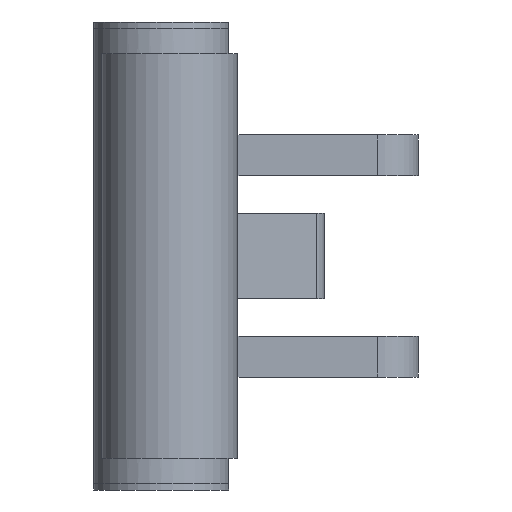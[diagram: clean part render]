
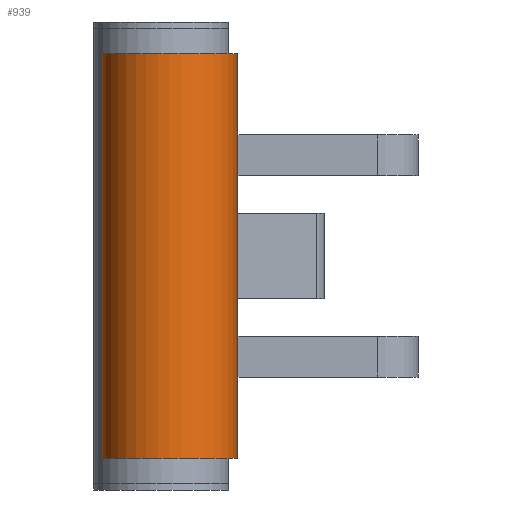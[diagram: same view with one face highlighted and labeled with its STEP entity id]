
A CAD part, left-side view. The second image highlights one B-rep face of the part: STEP entity #939.
In plain terms, the highlighted cylindrical face has radius 2.5 mm (diameter 5 mm), a full revolution.
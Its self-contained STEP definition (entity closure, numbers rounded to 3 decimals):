
#123=FACE_OUTER_BOUND('',#179,.T.);
#179=EDGE_LOOP('',(#861,#862,#863,#864,#865,#866,#867,#868,#869,#870));
#267=LINE('',#1652,#357);
#268=LINE('',#1654,#358);
#269=LINE('',#1655,#359);
#270=LINE('',#1656,#360);
#357=VECTOR('',#1367,1.);
#358=VECTOR('',#1370,2.5);
#359=VECTOR('',#1371,2.5);
#360=VECTOR('',#1372,1.);
#365=CIRCLE('',#1013,2.5);
#394=CIRCLE('',#1073,2.5);
#399=CIRCLE('',#1085,2.5);
#400=CIRCLE('',#1087,2.5);
#420=VERTEX_POINT('',#1446);
#470=VERTEX_POINT('',#1606);
#471=VERTEX_POINT('',#1608);
#482=VERTEX_POINT('',#1643);
#483=VERTEX_POINT('',#1646);
#484=VERTEX_POINT('',#1647);
#510=EDGE_CURVE('',#420,#420,#365,.T.);
#591=EDGE_CURVE('',#471,#470,#394,.T.);
#607=EDGE_CURVE('',#482,#482,#399,.T.);
#608=EDGE_CURVE('',#483,#484,#400,.T.);
#611=EDGE_CURVE('',#470,#483,#267,.T.);
#612=EDGE_CURVE('',#420,#483,#268,.T.);
#613=EDGE_CURVE('',#470,#482,#269,.T.);
#614=EDGE_CURVE('',#471,#484,#270,.T.);
#861=ORIENTED_EDGE('',*,*,#510,.F.);
#862=ORIENTED_EDGE('',*,*,#612,.T.);
#863=ORIENTED_EDGE('',*,*,#611,.F.);
#864=ORIENTED_EDGE('',*,*,#613,.T.);
#865=ORIENTED_EDGE('',*,*,#607,.F.);
#866=ORIENTED_EDGE('',*,*,#613,.F.);
#867=ORIENTED_EDGE('',*,*,#591,.F.);
#868=ORIENTED_EDGE('',*,*,#614,.T.);
#869=ORIENTED_EDGE('',*,*,#608,.F.);
#870=ORIENTED_EDGE('',*,*,#612,.F.);
#890=CYLINDRICAL_SURFACE('',#1089,2.5);
#939=ADVANCED_FACE('',(#123),#890,.T.);
#1013=AXIS2_PLACEMENT_3D('',#1447,#1150,#1151);
#1073=AXIS2_PLACEMENT_3D('',#1610,#1322,#1323);
#1085=AXIS2_PLACEMENT_3D('',#1644,#1357,#1358);
#1087=AXIS2_PLACEMENT_3D('',#1648,#1361,#1362);
#1089=AXIS2_PLACEMENT_3D('',#1653,#1368,#1369);
#1150=DIRECTION('center_axis',(0.,0.,-1.));
#1151=DIRECTION('ref_axis',(1.,0.,0.));
#1322=DIRECTION('center_axis',(0.,0.,-1.));
#1323=DIRECTION('ref_axis',(0.,1.,0.));
#1357=DIRECTION('center_axis',(0.,0.,1.));
#1358=DIRECTION('ref_axis',(0.,-1.,0.));
#1361=DIRECTION('center_axis',(0.,0.,1.));
#1362=DIRECTION('ref_axis',(1.,0.,0.));
#1367=DIRECTION('',(0.,0.,-1.));
#1368=DIRECTION('center_axis',(0.,0.,-1.));
#1369=DIRECTION('ref_axis',(0.,1.,0.));
#1370=DIRECTION('',(0.,0.,1.));
#1371=DIRECTION('',(0.,0.,1.));
#1372=DIRECTION('',(0.,0.,-1.));
#1446=CARTESIAN_POINT('',(101.415,100.906,-11.95));
#1447=CARTESIAN_POINT('Origin',(101.415,103.406,-11.95));
#1606=CARTESIAN_POINT('',(101.415,100.906,0.));
#1608=CARTESIAN_POINT('',(101.415,105.906,0.));
#1610=CARTESIAN_POINT('Origin',(101.415,103.406,0.));
#1643=CARTESIAN_POINT('',(101.415,100.906,3.));
#1644=CARTESIAN_POINT('Origin',(101.415,103.406,3.));
#1646=CARTESIAN_POINT('',(101.415,100.906,-8.95));
#1647=CARTESIAN_POINT('',(101.415,105.906,-8.95));
#1648=CARTESIAN_POINT('Origin',(101.415,103.406,-8.95));
#1652=CARTESIAN_POINT('',(101.415,100.906,0.));
#1653=CARTESIAN_POINT('Origin',(101.415,103.406,0.));
#1654=CARTESIAN_POINT('',(101.415,100.906,0.));
#1655=CARTESIAN_POINT('',(101.415,100.906,0.));
#1656=CARTESIAN_POINT('',(101.415,105.906,0.));
